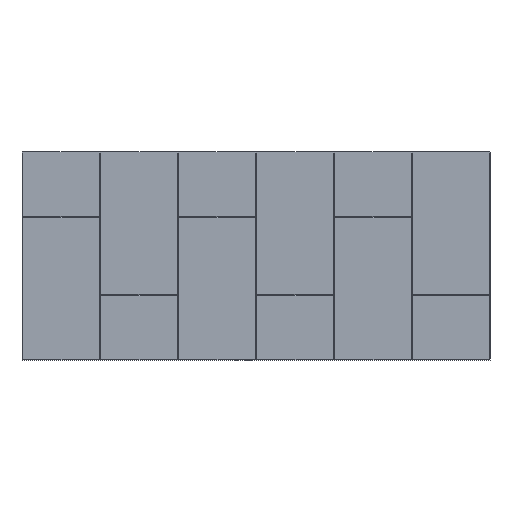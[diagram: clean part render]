
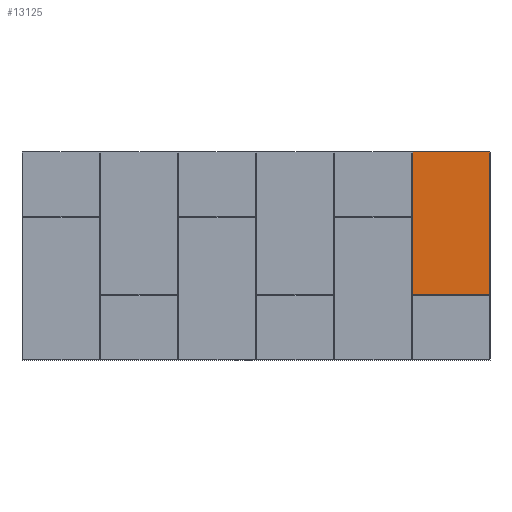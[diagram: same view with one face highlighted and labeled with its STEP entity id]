
A CAD part, top view. The second image highlights one B-rep face of the part: STEP entity #13125.
In plain terms, the highlighted planar face has unit normal (0, 0, 1).
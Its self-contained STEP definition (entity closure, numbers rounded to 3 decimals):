
#133 = CARTESIAN_POINT ( 'NONE',  ( 916.601, -607.346, 4.762 ) ) ;
#209 = CARTESIAN_POINT ( 'NONE',  ( 916.554, -607.2, 4.762 ) ) ;
#1078 = CARTESIAN_POINT ( 'NONE',  ( 916.614, -607.362, 4.762 ) ) ;
#1295 = ORIENTED_EDGE ( 'NONE', *, *, #7000, .T. ) ;
#1689 = CARTESIAN_POINT ( 'NONE',  ( 916.654, -607.399, 4.762 ) ) ;
#1949 = EDGE_CURVE ( 'NONE', #7452, #12574, #7634, .T. ) ;
#2687 = CARTESIAN_POINT ( 'NONE',  ( 916.638, -607.386, 4.762 ) ) ;
#2820 = EDGE_CURVE ( 'NONE', #8527, #11306, #10344, .T. ) ;
#2836 = VERTEX_POINT ( 'NONE', #6429 ) ;
#3075 = CARTESIAN_POINT ( 'NONE',  ( 916.778, -607.446, 4.762 ) ) ;
#3255 = ORIENTED_EDGE ( 'NONE', *, *, #2820, .F. ) ;
#3273 = CARTESIAN_POINT ( 'NONE',  ( 916.632, -607.38, 4.762 ) ) ;
#3458 = CARTESIAN_POINT ( 'NONE',  ( 916.554, 0., 4.762 ) ) ;
#3724 = CARTESIAN_POINT ( 'NONE',  ( 0., 0., 4.762 ) ) ;
#3877 = PLANE ( 'NONE',  #8207 ) ;
#3946 = DIRECTION ( 'NONE',  ( 1., 0., 0. ) ) ;
#4435 = CARTESIAN_POINT ( 'NONE',  ( 916.576, -607.305, 4.762 ) ) ;
#4839 = CARTESIAN_POINT ( 'NONE',  ( 916.695, -607.424, 4.762 ) ) ;
#4851 = EDGE_CURVE ( 'NONE', #8527, #2836, #11573, .T. ) ;
#5418 = CARTESIAN_POINT ( 'NONE',  ( 0., -50.8, 4.762 ) ) ;
#5654 = CARTESIAN_POINT ( 'NONE',  ( 916.62, -607.368, 4.762 ) ) ;
#5806 = LINE ( 'NONE', #7352, #8145 ) ;
#5842 = CARTESIAN_POINT ( 'NONE',  ( 916.554, -607.2, 4.762 ) ) ;
#5982 = CARTESIAN_POINT ( 'NONE',  ( 916.715, -607.432, 4.762 ) ) ;
#6429 = CARTESIAN_POINT ( 'NONE',  ( 1218.235, -607.446, 4.763 ) ) ;
#6938 = ORIENTED_EDGE ( 'NONE', *, *, #4851, .T. ) ;
#7000 = EDGE_CURVE ( 'NONE', #7452, #11306, #13283, .T. ) ;
#7084 = DIRECTION ( 'NONE',  ( 0., 0., 1. ) ) ;
#7228 = FACE_OUTER_BOUND ( 'NONE', #13084, .T. ) ;
#7352 = CARTESIAN_POINT ( 'NONE',  ( 1218.235, 0., 4.763 ) ) ;
#7383 = CARTESIAN_POINT ( 'NONE',  ( 916.8, -607.446, 4.762 ) ) ;
#7452 = VERTEX_POINT ( 'NONE', #12217 ) ;
#7582 = CARTESIAN_POINT ( 'NONE',  ( 916.556, -607.244, 4.762 ) ) ;
#7634 = LINE ( 'NONE', #5418, #8298 ) ;
#8145 = VECTOR ( 'NONE', #9369, 1000. ) ;
#8207 = AXIS2_PLACEMENT_3D ( 'NONE', #3724, #7084, #3946 ) ;
#8298 = VECTOR ( 'NONE', #10875, 1000. ) ;
#8527 = VERTEX_POINT ( 'NONE', #7383 ) ;
#8659 = CARTESIAN_POINT ( 'NONE',  ( 916.568, -607.285, 4.762 ) ) ;
#8784 = EDGE_CURVE ( 'NONE', #12574, #2836, #5806, .T. ) ;
#8871 = CARTESIAN_POINT ( 'NONE',  ( 916.593, -607.335, 4.762 ) ) ;
#9253 = ORIENTED_EDGE ( 'NONE', *, *, #1949, .F. ) ;
#9369 = DIRECTION ( 'NONE',  ( 0., -1., 0. ) ) ;
#9614 = DIRECTION ( 'NONE',  ( 1., 0., 0. ) ) ;
#10029 = CARTESIAN_POINT ( 'NONE',  ( 916.554, -607.222, 4.762 ) ) ;
#10344 = B_SPLINE_CURVE_WITH_KNOTS ( 'NONE', 3,
 ( #10690, #3075, #12512, #5982, #4839, #11764, #1689, #2687, #3273, #5654, #1078, #133, #8871, #4435, #8659, #7582, #10029, #209 ),
 .UNSPECIFIED., .F., .F.,
 ( 4, 2, 2, 2, 2, 2, 2, 2, 4 ),
 ( 0., 0.169, 0.333, 0.436, 0.5, 0.564, 0.667, 0.831, 1. ),
 .UNSPECIFIED. ) ;
#10417 = VECTOR ( 'NONE', #9614, 1000. ) ;
#10495 = CARTESIAN_POINT ( 'NONE',  ( 0., -607.446, 4.762 ) ) ;
#10690 = CARTESIAN_POINT ( 'NONE',  ( 916.8, -607.446, 4.762 ) ) ;
#10875 = DIRECTION ( 'NONE',  ( 1., 0., 0. ) ) ;
#11306 = VERTEX_POINT ( 'NONE', #5842 ) ;
#11573 = LINE ( 'NONE', #10495, #10417 ) ;
#11764 = CARTESIAN_POINT ( 'NONE',  ( 916.665, -607.407, 4.762 ) ) ;
#11927 = CARTESIAN_POINT ( 'NONE',  ( 1218.235, -50.8, 4.763 ) ) ;
#12048 = VECTOR ( 'NONE', #12301, 1000. ) ;
#12217 = CARTESIAN_POINT ( 'NONE',  ( 916.554, -50.8, 4.762 ) ) ;
#12292 = ORIENTED_EDGE ( 'NONE', *, *, #8784, .F. ) ;
#12301 = DIRECTION ( 'NONE',  ( 0., -1., 0. ) ) ;
#12512 = CARTESIAN_POINT ( 'NONE',  ( 916.756, -607.444, 4.762 ) ) ;
#12574 = VERTEX_POINT ( 'NONE', #11927 ) ;
#13084 = EDGE_LOOP ( 'NONE', ( #9253, #1295, #3255, #6938, #12292 ) ) ;
#13125 = ADVANCED_FACE ( 'NONE', ( #7228 ), #3877, .T. ) ;
#13283 = LINE ( 'NONE', #3458, #12048 ) ;
